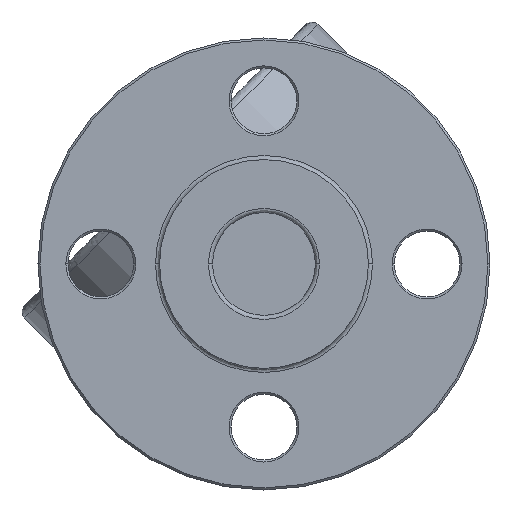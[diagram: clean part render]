
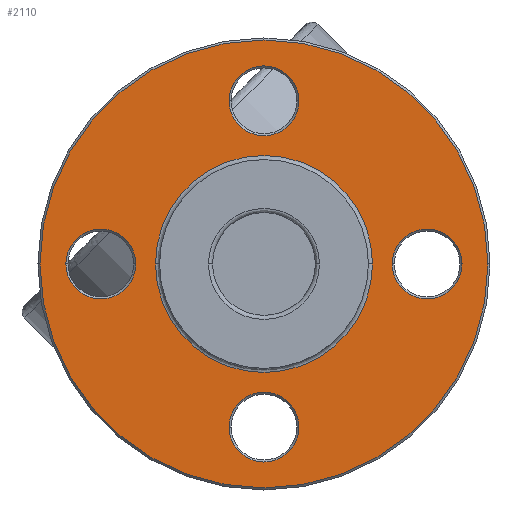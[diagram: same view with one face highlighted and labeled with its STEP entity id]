
A CAD part, front view. The second image highlights one B-rep face of the part: STEP entity #2110.
In plain terms, the highlighted free-form (B-spline) face has degree [1, 1] with [2, 2] control points.
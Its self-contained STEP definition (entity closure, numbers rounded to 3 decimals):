
#36=CARTESIAN_POINT('',(0.,-7.5,0.));
#37=DIRECTION('',(0.,1.,0.));
#38=DIRECTION('',(1.,0.,0.));
#39=AXIS2_PLACEMENT_3D('',#36,#37,#38);
#41=CARTESIAN_POINT('',(0.,-7.5,0.));
#42=DIRECTION('',(0.,-1.,0.));
#43=DIRECTION('',(1.,0.,0.));
#44=AXIS2_PLACEMENT_3D('',#41,#42,#43);
#51=CARTESIAN_POINT('',(0.,-7.5,0.));
#52=DIRECTION('',(0.,-1.,0.));
#53=DIRECTION('',(1.,0.,0.));
#54=AXIS2_PLACEMENT_3D('',#51,#52,#53);
#134=CARTESIAN_POINT('',(0.,-7.5,-39.7));
#135=DIRECTION('',(0.,-1.,0.));
#136=DIRECTION('',(-1.,0.,0.));
#137=AXIS2_PLACEMENT_3D('',#134,#135,#136);
#144=CARTESIAN_POINT('',(0.,-7.5,-39.7));
#145=DIRECTION('',(0.,-1.,0.));
#146=DIRECTION('',(1.,0.,0.));
#147=AXIS2_PLACEMENT_3D('',#144,#145,#146);
#198=CARTESIAN_POINT('',(-39.7,-7.5,0.));
#199=DIRECTION('',(0.,-1.,0.));
#200=DIRECTION('',(-1.,0.,0.));
#201=AXIS2_PLACEMENT_3D('',#198,#199,#200);
#208=CARTESIAN_POINT('',(-39.7,-7.5,0.));
#209=DIRECTION('',(0.,-1.,0.));
#210=DIRECTION('',(1.,0.,0.));
#211=AXIS2_PLACEMENT_3D('',#208,#209,#210);
#262=CARTESIAN_POINT('',(0.,-7.5,39.7));
#263=DIRECTION('',(0.,-1.,0.));
#264=DIRECTION('',(-1.,0.,0.));
#265=AXIS2_PLACEMENT_3D('',#262,#263,#264);
#272=CARTESIAN_POINT('',(0.,-7.5,39.7));
#273=DIRECTION('',(0.,-1.,0.));
#274=DIRECTION('',(1.,0.,0.));
#275=AXIS2_PLACEMENT_3D('',#272,#273,#274);
#326=CARTESIAN_POINT('',(39.7,-7.5,0.));
#327=DIRECTION('',(0.,-1.,0.));
#328=DIRECTION('',(-1.,0.,0.));
#329=AXIS2_PLACEMENT_3D('',#326,#327,#328);
#336=CARTESIAN_POINT('',(39.7,-7.5,0.));
#337=DIRECTION('',(0.,-1.,0.));
#338=DIRECTION('',(1.,0.,0.));
#339=AXIS2_PLACEMENT_3D('',#336,#337,#338);
#1571=CARTESIAN_POINT('',(0.,-7.5,0.));
#1572=DIRECTION('',(0.,1.,0.));
#1573=DIRECTION('',(1.,0.,0.));
#1574=AXIS2_PLACEMENT_3D('',#1571,#1572,#1573);
#1710=CARTESIAN_POINT('',(54.5,-7.5,0.));
#1711=CARTESIAN_POINT('',(-54.5,-7.5,0.));
#1712=VERTEX_POINT('',#1710);
#1713=VERTEX_POINT('',#1711);
#1714=CARTESIAN_POINT('',(31.2,-7.5,0.));
#1715=CARTESIAN_POINT('',(48.2,-7.5,0.));
#1716=VERTEX_POINT('',#1714);
#1717=VERTEX_POINT('',#1715);
#1722=CARTESIAN_POINT('',(-8.5,-7.5,39.7));
#1723=CARTESIAN_POINT('',(8.5,-7.5,39.7));
#1724=VERTEX_POINT('',#1722);
#1725=VERTEX_POINT('',#1723);
#1730=CARTESIAN_POINT('',(-48.2,-7.5,0.));
#1731=CARTESIAN_POINT('',(-31.2,-7.5,0.));
#1732=VERTEX_POINT('',#1730);
#1733=VERTEX_POINT('',#1731);
#1738=CARTESIAN_POINT('',(-8.5,-7.5,-39.7));
#1739=CARTESIAN_POINT('',(8.5,-7.5,-39.7));
#1740=VERTEX_POINT('',#1738);
#1741=VERTEX_POINT('',#1739);
#1754=CARTESIAN_POINT('',(26.4,-7.5,0.));
#1755=VERTEX_POINT('',#1754);
#1764=CARTESIAN_POINT('',(-26.4,-7.5,0.));
#1765=VERTEX_POINT('',#1764);
#2069=CARTESIAN_POINT('',(56.68,-7.5,56.68));
#2070=CARTESIAN_POINT('',(56.68,-7.5,-56.68));
#2071=CARTESIAN_POINT('',(-56.68,-7.5,56.68));
#2072=CARTESIAN_POINT('',(-56.68,-7.5,-56.68));
#2073=B_SPLINE_SURFACE_WITH_KNOTS('',1,1,((#2069,#2070),(#2071,#2072)),
.UNSPECIFIED.,.F.,.F.,.F.,(2,2),(2,2),(-56.68,56.68),(-56.68,56.68),
.UNSPECIFIED.);
#2075=ORIENTED_EDGE('',*,*,#2074,.F.);
#2077=ORIENTED_EDGE('',*,*,#2076,.T.);
#2078=EDGE_LOOP('',(#2075,#2077));
#2079=FACE_OUTER_BOUND('',#2078,.F.);
#2081=ORIENTED_EDGE('',*,*,#2080,.F.);
#2083=ORIENTED_EDGE('',*,*,#2082,.T.);
#2084=EDGE_LOOP('',(#2081,#2083));
#2085=FACE_BOUND('',#2084,.F.);
#2087=ORIENTED_EDGE('',*,*,#2086,.T.);
#2089=ORIENTED_EDGE('',*,*,#2088,.T.);
#2090=EDGE_LOOP('',(#2087,#2089));
#2091=FACE_BOUND('',#2090,.F.);
#2093=ORIENTED_EDGE('',*,*,#2092,.T.);
#2095=ORIENTED_EDGE('',*,*,#2094,.T.);
#2096=EDGE_LOOP('',(#2093,#2095));
#2097=FACE_BOUND('',#2096,.F.);
#2099=ORIENTED_EDGE('',*,*,#2098,.T.);
#2101=ORIENTED_EDGE('',*,*,#2100,.T.);
#2102=EDGE_LOOP('',(#2099,#2101));
#2103=FACE_BOUND('',#2102,.F.);
#2105=ORIENTED_EDGE('',*,*,#2104,.T.);
#2107=ORIENTED_EDGE('',*,*,#2106,.T.);
#2108=EDGE_LOOP('',(#2105,#2107));
#2109=FACE_BOUND('',#2108,.F.);
#40=CIRCLE('',#39,26.4);
#45=CIRCLE('',#44,26.4);
#55=CIRCLE('',#54,54.5);
#138=CIRCLE('',#137,8.5);
#148=CIRCLE('',#147,8.5);
#202=CIRCLE('',#201,8.5);
#212=CIRCLE('',#211,8.5);
#266=CIRCLE('',#265,8.5);
#276=CIRCLE('',#275,8.5);
#330=CIRCLE('',#329,8.5);
#340=CIRCLE('',#339,8.5);
#1575=CIRCLE('',#1574,54.5);
#2074=EDGE_CURVE('',#1712,#1713,#55,.T.);
#2076=EDGE_CURVE('',#1712,#1713,#1575,.T.);
#2080=EDGE_CURVE('',#1755,#1765,#40,.T.);
#2082=EDGE_CURVE('',#1755,#1765,#45,.T.);
#2086=EDGE_CURVE('',#1741,#1740,#148,.T.);
#2088=EDGE_CURVE('',#1740,#1741,#138,.T.);
#2092=EDGE_CURVE('',#1733,#1732,#212,.T.);
#2094=EDGE_CURVE('',#1732,#1733,#202,.T.);
#2098=EDGE_CURVE('',#1725,#1724,#276,.T.);
#2100=EDGE_CURVE('',#1724,#1725,#266,.T.);
#2104=EDGE_CURVE('',#1717,#1716,#340,.T.);
#2106=EDGE_CURVE('',#1716,#1717,#330,.T.);
#2110=ADVANCED_FACE('',(#2079,#2085,#2091,#2097,#2103,#2109),#2073,.T.);
